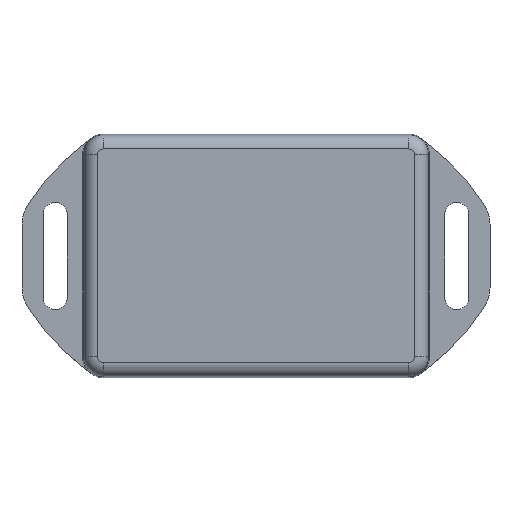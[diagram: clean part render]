
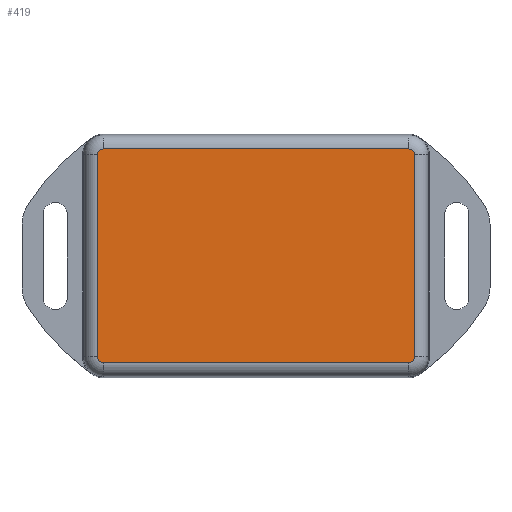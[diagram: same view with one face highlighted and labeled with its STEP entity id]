
A CAD part, top view. The second image highlights one B-rep face of the part: STEP entity #419.
In plain terms, the highlighted planar face has unit normal (0, 0, 1).
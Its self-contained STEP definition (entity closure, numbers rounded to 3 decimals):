
#4 = CARTESIAN_POINT ( 'NONE',  ( 410.442, -886.62, 14.125 ) ) ;
#5 = VERTEX_POINT ( 'NONE', #1308 ) ;
#44 = DIRECTION ( 'NONE',  ( 0., 1., 0. ) ) ;
#85 = DIRECTION ( 'NONE',  ( -1., 0., 0. ) ) ;
#122 = EDGE_CURVE ( 'NONE', #1355, #412, #1106, .T. ) ;
#224 = DIRECTION ( 'NONE',  ( 1., 0., 0. ) ) ;
#258 = ORIENTED_EDGE ( 'NONE', *, *, #325, .T. ) ;
#287 = CARTESIAN_POINT ( 'NONE',  ( 411.285, -886.62, 14.125 ) ) ;
#295 = LINE ( 'NONE', #745, #896 ) ;
#310 = ORIENTED_EDGE ( 'NONE', *, *, #122, .T. ) ;
#325 = EDGE_CURVE ( 'NONE', #517, #879, #532, .T. ) ;
#356 = ORIENTED_EDGE ( 'NONE', *, *, #631, .T. ) ;
#373 = ORIENTED_EDGE ( 'NONE', *, *, #1168, .T. ) ;
#401 = DIRECTION ( 'NONE',  ( 0., 0., 1. ) ) ;
#412 = VERTEX_POINT ( 'NONE', #729 ) ;
#419 = ADVANCED_FACE ( 'NONE', ( #1197 ), #1071, .T. ) ;
#440 = DIRECTION ( 'NONE',  ( 1., 0., 0. ) ) ;
#469 = ORIENTED_EDGE ( 'NONE', *, *, #1394, .T. ) ;
#517 = VERTEX_POINT ( 'NONE', #287 ) ;
#522 = EDGE_CURVE ( 'NONE', #879, #1238, #295, .T. ) ;
#529 = EDGE_LOOP ( 'NONE', ( #373, #356, #310, #469, #1129, #258, #792, #950 ) ) ;
#532 = CIRCLE ( 'NONE', #818, 0.843 ) ;
#578 = AXIS2_PLACEMENT_3D ( 'NONE', #1069, #401, #1082 ) ;
#579 = CARTESIAN_POINT ( 'NONE',  ( 366.442, -885.777, 14.125 ) ) ;
#599 = DIRECTION ( 'NONE',  ( 0., 0., 1. ) ) ;
#623 = DIRECTION ( 'NONE',  ( 0., 0., 1. ) ) ;
#631 = EDGE_CURVE ( 'NONE', #5, #1355, #1463, .T. ) ;
#635 = CARTESIAN_POINT ( 'NONE',  ( 410.442, -916.612, 14.125 ) ) ;
#658 = CARTESIAN_POINT ( 'NONE',  ( 411.285, -915.77, 14.125 ) ) ;
#671 = VECTOR ( 'NONE', #44, 1000. ) ;
#684 = CARTESIAN_POINT ( 'NONE',  ( 366.442, -915.77, 14.125 ) ) ;
#688 = CARTESIAN_POINT ( 'NONE',  ( 365.599, -915.77, 14.125 ) ) ;
#689 = CARTESIAN_POINT ( 'NONE',  ( 411.285, -886.62, 14.125 ) ) ;
#717 = EDGE_CURVE ( 'NONE', #1476, #517, #816, .T. ) ;
#724 = CARTESIAN_POINT ( 'NONE',  ( 366.442, -916.612, 14.125 ) ) ;
#726 = CIRCLE ( 'NONE', #578, 0.843 ) ;
#729 = CARTESIAN_POINT ( 'NONE',  ( 410.442, -916.612, 14.125 ) ) ;
#745 = CARTESIAN_POINT ( 'NONE',  ( 366.442, -885.777, 14.125 ) ) ;
#752 = AXIS2_PLACEMENT_3D ( 'NONE', #1435, #623, #1444 ) ;
#792 = ORIENTED_EDGE ( 'NONE', *, *, #522, .T. ) ;
#816 = LINE ( 'NONE', #689, #671 ) ;
#818 = AXIS2_PLACEMENT_3D ( 'NONE', #4, #1497, #224 ) ;
#846 = AXIS2_PLACEMENT_3D ( 'NONE', #684, #918, #440 ) ;
#852 = CARTESIAN_POINT ( 'NONE',  ( 410.442, -886.62, 14.125 ) ) ;
#857 = CARTESIAN_POINT ( 'NONE',  ( 410.442, -885.777, 14.125 ) ) ;
#879 = VERTEX_POINT ( 'NONE', #857 ) ;
#896 = VECTOR ( 'NONE', #85, 1000. ) ;
#918 = DIRECTION ( 'NONE',  ( 0., 0., 1. ) ) ;
#925 = DIRECTION ( 'NONE',  ( 0., -1., 0. ) ) ;
#936 = EDGE_CURVE ( 'NONE', #1238, #1406, #1138, .T. ) ;
#950 = ORIENTED_EDGE ( 'NONE', *, *, #936, .T. ) ;
#1069 = CARTESIAN_POINT ( 'NONE',  ( 410.442, -915.77, 14.125 ) ) ;
#1071 = PLANE ( 'NONE',  #1408 ) ;
#1076 = CARTESIAN_POINT ( 'NONE',  ( 365.599, -886.62, 14.125 ) ) ;
#1082 = DIRECTION ( 'NONE',  ( 1., 0., 0. ) ) ;
#1106 = LINE ( 'NONE', #635, #1361 ) ;
#1129 = ORIENTED_EDGE ( 'NONE', *, *, #717, .T. ) ;
#1138 = CIRCLE ( 'NONE', #752, 0.843 ) ;
#1168 = EDGE_CURVE ( 'NONE', #1406, #5, #1380, .T. ) ;
#1197 = FACE_OUTER_BOUND ( 'NONE', #529, .T. ) ;
#1238 = VERTEX_POINT ( 'NONE', #579 ) ;
#1308 = CARTESIAN_POINT ( 'NONE',  ( 365.599, -915.77, 14.125 ) ) ;
#1324 = DIRECTION ( 'NONE',  ( 1., 0., 0. ) ) ;
#1341 = VECTOR ( 'NONE', #925, 1000. ) ;
#1354 = DIRECTION ( 'NONE',  ( 1., 0., 0. ) ) ;
#1355 = VERTEX_POINT ( 'NONE', #724 ) ;
#1361 = VECTOR ( 'NONE', #1354, 1000. ) ;
#1380 = LINE ( 'NONE', #688, #1341 ) ;
#1394 = EDGE_CURVE ( 'NONE', #412, #1476, #726, .T. ) ;
#1406 = VERTEX_POINT ( 'NONE', #1076 ) ;
#1408 = AXIS2_PLACEMENT_3D ( 'NONE', #852, #599, #1324 ) ;
#1435 = CARTESIAN_POINT ( 'NONE',  ( 366.442, -886.62, 14.125 ) ) ;
#1444 = DIRECTION ( 'NONE',  ( 1., 0., 0. ) ) ;
#1463 = CIRCLE ( 'NONE', #846, 0.843 ) ;
#1476 = VERTEX_POINT ( 'NONE', #658 ) ;
#1497 = DIRECTION ( 'NONE',  ( 0., 0., 1. ) ) ;
